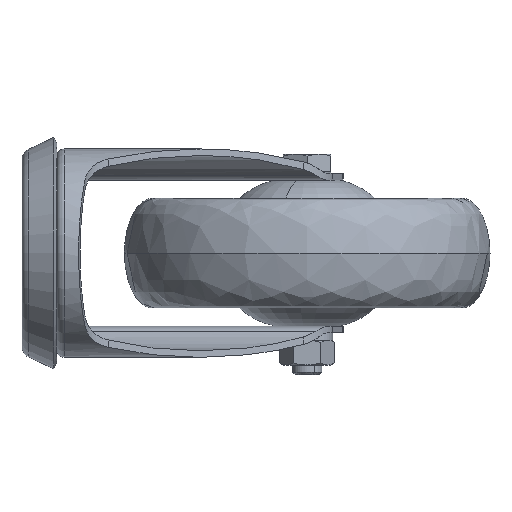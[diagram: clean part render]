
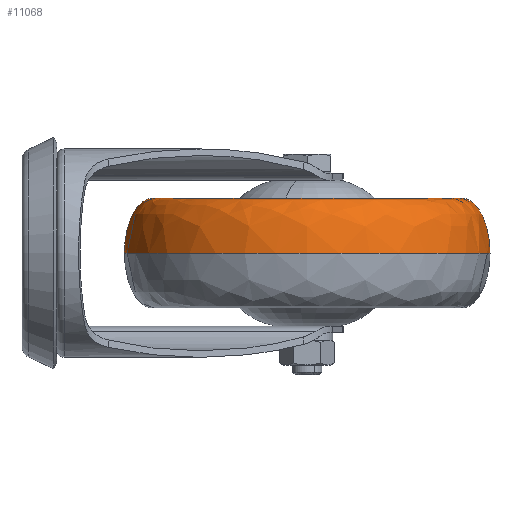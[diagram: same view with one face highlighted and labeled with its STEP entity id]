
A CAD part, left-side view. The second image highlights one B-rep face of the part: STEP entity #11068.
In plain terms, the highlighted free-form (B-spline) face has degree [3, 3] with [4, 4] control points.
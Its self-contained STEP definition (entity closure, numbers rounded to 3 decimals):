
#614 = ORIENTED_EDGE ( 'NONE', *, *, #3371, .T. ) ;
#687 = CARTESIAN_POINT ( 'NONE',  ( 17.949, -81.59, 15. ) ) ;
#859 = CARTESIAN_POINT ( 'NONE',  ( 17.949, 10.66, 8.787 ) ) ;
#916 = CARTESIAN_POINT ( 'NONE',  ( 17.949, -86.13, 15. ) ) ;
#1267 = CARTESIAN_POINT ( 'NONE',  ( 17.949, -81.59, 15. ) ) ;
#1400 = CARTESIAN_POINT ( 'NONE',  ( 17.949, -39.34, 15. ) ) ;
#1456 = DIRECTION ( 'NONE',  ( 1., 0., 0. ) ) ;
#1465 = VERTEX_POINT ( 'NONE', #5429 ) ;
#1824 = CARTESIAN_POINT ( 'NONE',  ( 17.949, -89.34, 8.787 ) ) ;
#1940 = CARTESIAN_POINT ( 'NONE',  ( -66.551, 2.91, 15. ) ) ;
#2102 = EDGE_CURVE ( 'NONE', #9672, #4420, #5318, .T. ) ;
#2445 = CARTESIAN_POINT ( 'NONE',  ( 17.949, -89.34, 8.787 ) ) ;
#2742 = CARTESIAN_POINT ( 'NONE',  ( -75.631, -86.13, 15. ) ) ;
#2805 = CARTESIAN_POINT ( 'NONE',  ( 17.949, -81.59, 15. ) ) ;
#2844 = ORIENTED_EDGE ( 'NONE', *, *, #2102, .T. ) ;
#3353 = EDGE_CURVE ( 'NONE', #4420, #1465, #4964, .T. ) ;
#3371 = EDGE_CURVE ( 'NONE', #8694, #9672, #10624, .T. ) ;
#3659 = CARTESIAN_POINT ( 'NONE',  ( 17.949, 7.45, 15. ) ) ;
#4420 = VERTEX_POINT ( 'NONE', #8450 ) ;
#4428 = CARTESIAN_POINT ( 'NONE',  ( -66.551, -81.59, 15. ) ) ;
#4964 = CIRCLE ( 'NONE', #5692, 50. ) ;
#5214 = CARTESIAN_POINT ( 'NONE',  ( 17.949, 2.91, 15. ) ) ;
#5290 = CARTESIAN_POINT ( 'NONE',  ( 17.949, 10.66, 0. ) ) ;
#5318 =( BOUNDED_CURVE ( )  B_SPLINE_CURVE ( 3, ( #6993, #3659, #5343, #5290 ),
 .UNSPECIFIED., .F., .F. ) 
 B_SPLINE_CURVE_WITH_KNOTS ( ( 4, 4 ),
 ( 0., 1.571 ),
 .UNSPECIFIED. ) 
 CURVE ( )  GEOMETRIC_REPRESENTATION_ITEM ( )  RATIONAL_B_SPLINE_CURVE ( ( 1., 0.805, 0.805, 1. ) ) 
 REPRESENTATION_ITEM ( '' )  );
#5343 = CARTESIAN_POINT ( 'NONE',  ( 17.949, 10.66, 8.787 ) ) ;
#5429 = CARTESIAN_POINT ( 'NONE',  ( 17.949, -89.34, 0. ) ) ;
#5468 = CARTESIAN_POINT ( 'NONE',  ( -82.051, 10.66, 8.787 ) ) ;
#5692 = AXIS2_PLACEMENT_3D ( 'NONE', #7388, #10923, #1456 ) ;
#6022 = CARTESIAN_POINT ( 'NONE',  ( 17.949, -89.34, 0. ) ) ;
#6154 = CARTESIAN_POINT ( 'NONE',  ( -82.051, 10.66, 0. ) ) ;
#6218 = CARTESIAN_POINT ( 'NONE',  ( -82.051, -89.34, 0. ) ) ;
#6270 = EDGE_LOOP ( 'NONE', ( #7099, #8256, #614, #2844 ) ) ;
#6327 = CARTESIAN_POINT ( 'NONE',  ( 17.949, 10.66, 0. ) ) ;
#6993 = CARTESIAN_POINT ( 'NONE',  ( 17.949, 2.91, 15. ) ) ;
#7099 = ORIENTED_EDGE ( 'NONE', *, *, #3353, .T. ) ;
#7117 = CARTESIAN_POINT ( 'NONE',  ( -75.631, 7.45, 15. ) ) ;
#7151 = AXIS2_PLACEMENT_3D ( 'NONE', #1400, #7489, #7333 ) ;
#7333 = DIRECTION ( 'NONE',  ( -1., 0., 0. ) ) ;
#7388 = CARTESIAN_POINT ( 'NONE',  ( 17.949, -39.34, 0. ) ) ;
#7489 = DIRECTION ( 'NONE',  ( 0., 0., -1. ) ) ;
#7654 =( BOUNDED_CURVE ( )  B_SPLINE_CURVE ( 3, ( #6022, #2445, #7791, #687 ),
 .UNSPECIFIED., .F., .F. ) 
 B_SPLINE_CURVE_WITH_KNOTS ( ( 4, 4 ),
 ( 4.712, 6.283 ),
 .UNSPECIFIED. ) 
 CURVE ( )  GEOMETRIC_REPRESENTATION_ITEM ( )  RATIONAL_B_SPLINE_CURVE ( ( 1., 0.805, 0.805, 1. ) ) 
 REPRESENTATION_ITEM ( '' )  );
#7791 = CARTESIAN_POINT ( 'NONE',  ( 17.949, -86.13, 15. ) ) ;
#8256 = ORIENTED_EDGE ( 'NONE', *, *, #10722, .T. ) ;
#8450 = CARTESIAN_POINT ( 'NONE',  ( 17.949, 10.66, 0. ) ) ;
#8694 = VERTEX_POINT ( 'NONE', #1267 ) ;
#8710 = CARTESIAN_POINT ( 'NONE',  ( 17.949, 2.91, 15. ) ) ;
#8820 =( BOUNDED_SURFACE ( )  B_SPLINE_SURFACE ( 3, 3, ( 
 ( #2805, #4428, #1940, #8710 ),
 ( #916, #2742, #7117, #9750 ),
 ( #1824, #9639, #5468, #859 ),
 ( #9697, #6218, #6154, #6327 ) ),
 .UNSPECIFIED., .F., .F., .F. ) 
 B_SPLINE_SURFACE_WITH_KNOTS ( ( 4, 4 ),
 ( 4, 4 ),
 ( 0., 1. ),
 ( 0., 1. ),
 .UNSPECIFIED. ) 
 GEOMETRIC_REPRESENTATION_ITEM ( )  RATIONAL_B_SPLINE_SURFACE ( (
 ( 1., 0.333, 0.333, 1.),
 ( 0.805, 0.268, 0.268, 0.805),
 ( 0.805, 0.268, 0.268, 0.805),
 ( 1., 0.333, 0.333, 1.) ) ) 
 REPRESENTATION_ITEM ( '' )  SURFACE ( )  );
#9639 = CARTESIAN_POINT ( 'NONE',  ( -82.051, -89.34, 8.787 ) ) ;
#9672 = VERTEX_POINT ( 'NONE', #5214 ) ;
#9697 = CARTESIAN_POINT ( 'NONE',  ( 17.949, -89.34, 0. ) ) ;
#9750 = CARTESIAN_POINT ( 'NONE',  ( 17.949, 7.45, 15. ) ) ;
#10492 = FACE_OUTER_BOUND ( 'NONE', #6270, .T. ) ;
#10624 = CIRCLE ( 'NONE', #7151, 42.25 ) ;
#10722 = EDGE_CURVE ( 'NONE', #1465, #8694, #7654, .T. ) ;
#10923 = DIRECTION ( 'NONE',  ( 0., 0., 1. ) ) ;
#11068 = ADVANCED_FACE ( 'NONE', ( #10492 ), #8820, .F. ) ;
